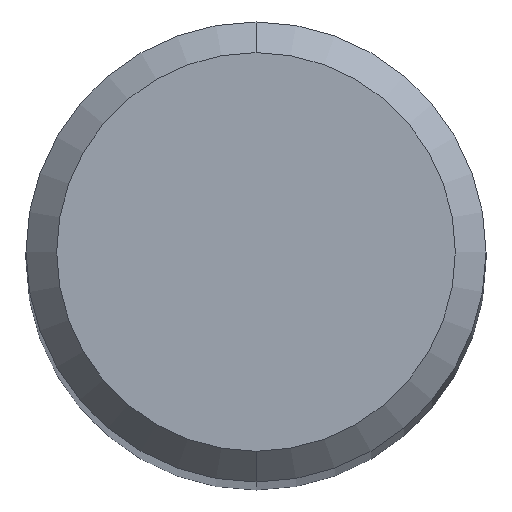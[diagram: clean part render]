
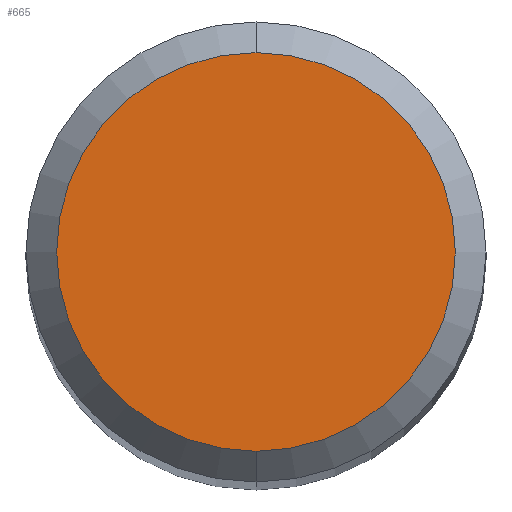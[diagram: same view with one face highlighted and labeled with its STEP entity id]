
A CAD part, top view. The second image highlights one B-rep face of the part: STEP entity #665.
In plain terms, the highlighted planar face has unit normal (0, 0, 1).
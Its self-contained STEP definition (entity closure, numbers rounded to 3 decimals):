
#533=EDGE_CURVE('',#579,#639,#1135,.T.);
#579=VERTEX_POINT('',#1184);
#639=VERTEX_POINT('',#1250);
#665=ADVANCED_FACE('',(#1280),#1281,.T.);
#717=EDGE_CURVE('',#639,#579,#1338,.T.);
#1135=CIRCLE('',#2630,2.6);
#1184=CARTESIAN_POINT('',(0.0,2.6,0.0));
#1250=CARTESIAN_POINT('',(0.,-2.6,0.0));
#1280=FACE_OUTER_BOUND('',#3272,.T.);
#1281=PLANE('',#3273);
#1338=CIRCLE('',#3450,2.6);
#2630=AXIS2_PLACEMENT_3D('',#4645,#4646,#4647);
#3272=EDGE_LOOP('',(#4812,#4813));
#3273=AXIS2_PLACEMENT_3D('',#4814,#4815,#4816);
#3450=AXIS2_PLACEMENT_3D('',#4911,#4912,#4913);
#4645=CARTESIAN_POINT('',(0.0,0.0,0.0));
#4646=DIRECTION('',(0.0,0.0,-1.0));
#4647=DIRECTION('',(0.0,1.0,0.0));
#4812=ORIENTED_EDGE('',*,*,#533,.F.);
#4813=ORIENTED_EDGE('',*,*,#717,.F.);
#4814=CARTESIAN_POINT('',(0.0,1.3,0.0));
#4815=DIRECTION('',(-0.0,0.0,1.0));
#4816=DIRECTION('',(0.0,-1.0,0.0));
#4911=CARTESIAN_POINT('',(0.0,0.0,0.0));
#4912=DIRECTION('',(0.0,0.0,-1.0));
#4913=DIRECTION('',(0.0,1.0,0.0));
